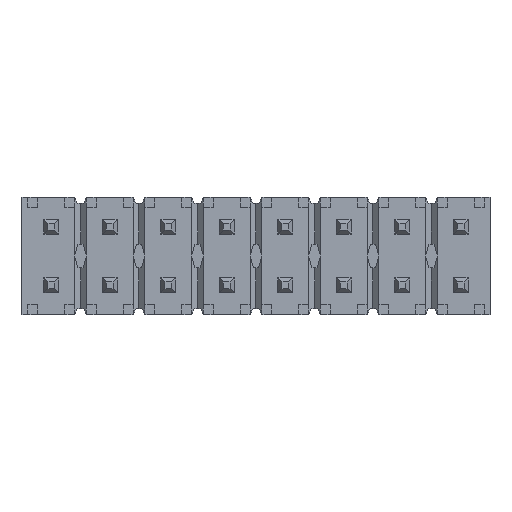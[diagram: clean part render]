
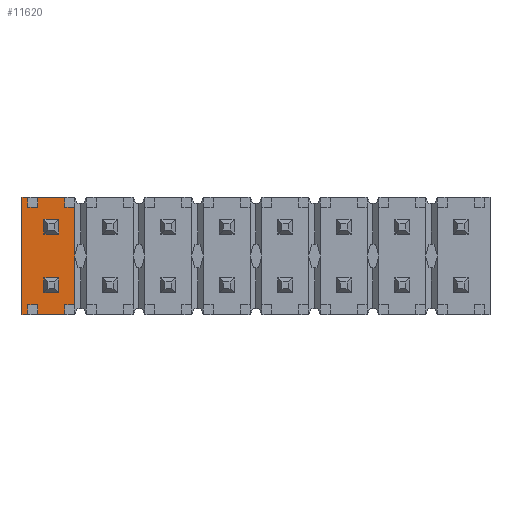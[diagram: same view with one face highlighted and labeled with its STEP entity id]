
A CAD part, front view. The second image highlights one B-rep face of the part: STEP entity #11620.
In plain terms, the highlighted planar face has unit normal (0, -1, 0).
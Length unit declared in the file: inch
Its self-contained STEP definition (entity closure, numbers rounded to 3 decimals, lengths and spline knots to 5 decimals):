
#1342=ORIENTED_EDGE('',*,*,#3954,.F.);
#1343=ORIENTED_EDGE('',*,*,#4219,.F.);
#1344=ORIENTED_EDGE('',*,*,#3961,.T.);
#1345=ORIENTED_EDGE('',*,*,#3745,.T.);
#1346=ORIENTED_EDGE('',*,*,#3958,.F.);
#1347=ORIENTED_EDGE('',*,*,#4220,.F.);
#1348=ORIENTED_EDGE('',*,*,#3655,.F.);
#1349=ORIENTED_EDGE('',*,*,#3652,.F.);
#1350=ORIENTED_EDGE('',*,*,#4221,.T.);
#1351=ORIENTED_EDGE('',*,*,#3955,.F.);
#1352=ORIENTED_EDGE('',*,*,#3666,.T.);
#1353=ORIENTED_EDGE('',*,*,#3960,.T.);
#1354=ORIENTED_EDGE('',*,*,#4222,.T.);
#1355=ORIENTED_EDGE('',*,*,#3951,.F.);
#1356=ORIENTED_EDGE('',*,*,#3662,.T.);
#1357=ORIENTED_EDGE('',*,*,#4211,.T.);
#1358=ORIENTED_EDGE('',*,*,#3749,.T.);
#1359=ORIENTED_EDGE('',*,*,#4207,.F.);
#1360=ORIENTED_EDGE('',*,*,#4166,.F.);
#1361=ORIENTED_EDGE('',*,*,#4163,.F.);
#1362=ORIENTED_EDGE('',*,*,#4160,.F.);
#1363=ORIENTED_EDGE('',*,*,#4209,.F.);
#1364=ORIENTED_EDGE('',*,*,#4176,.F.);
#1365=ORIENTED_EDGE('',*,*,#4173,.F.);
#1366=ORIENTED_EDGE('',*,*,#4170,.F.);
#3652=EDGE_CURVE('',#5244,#5240,#6306,.T.);
#3655=EDGE_CURVE('',#5240,#5246,#6309,.T.);
#3662=EDGE_CURVE('',#5251,#5250,#6316,.T.);
#3666=EDGE_CURVE('',#5255,#5254,#6320,.T.);
#3745=EDGE_CURVE('',#5306,#5305,#6399,.T.);
#3749=EDGE_CURVE('',#5310,#5309,#6403,.T.);
#3951=EDGE_CURVE('',#5251,#5423,#6605,.T.);
#3954=EDGE_CURVE('',#5424,#5309,#6608,.T.);
#3955=EDGE_CURVE('',#5255,#5425,#6609,.T.);
#3958=EDGE_CURVE('',#5426,#5305,#6612,.T.);
#3960=EDGE_CURVE('',#5254,#5427,#6614,.T.);
#3961=EDGE_CURVE('',#5428,#5306,#6615,.T.);
#4160=EDGE_CURVE('',#5570,#5571,#6814,.T.);
#4163=EDGE_CURVE('',#5571,#5573,#6817,.T.);
#4166=EDGE_CURVE('',#5573,#5575,#6820,.T.);
#4170=EDGE_CURVE('',#5578,#5579,#6824,.T.);
#4173=EDGE_CURVE('',#5579,#5581,#6827,.T.);
#4176=EDGE_CURVE('',#5581,#5583,#6830,.T.);
#4207=EDGE_CURVE('',#5575,#5570,#6861,.T.);
#4209=EDGE_CURVE('',#5583,#5578,#6863,.T.);
#4211=EDGE_CURVE('',#5250,#5310,#6865,.T.);
#4219=EDGE_CURVE('',#5428,#5424,#6873,.T.);
#4220=EDGE_CURVE('',#5246,#5426,#6874,.T.);
#4221=EDGE_CURVE('',#5244,#5425,#6875,.T.);
#4222=EDGE_CURVE('',#5427,#5423,#6876,.T.);
#5240=VERTEX_POINT('',#16349);
#5244=VERTEX_POINT('',#16357);
#5246=VERTEX_POINT('',#16364);
#5250=VERTEX_POINT('',#16375);
#5251=VERTEX_POINT('',#16377);
#5254=VERTEX_POINT('',#16383);
#5255=VERTEX_POINT('',#16385);
#5305=VERTEX_POINT('',#16521);
#5306=VERTEX_POINT('',#16523);
#5309=VERTEX_POINT('',#16529);
#5310=VERTEX_POINT('',#16531);
#5423=VERTEX_POINT('',#16916);
#5424=VERTEX_POINT('',#16920);
#5425=VERTEX_POINT('',#16924);
#5426=VERTEX_POINT('',#16928);
#5427=VERTEX_POINT('',#16932);
#5428=VERTEX_POINT('',#16936);
#5570=VERTEX_POINT('',#17347);
#5571=VERTEX_POINT('',#17349);
#5573=VERTEX_POINT('',#17355);
#5575=VERTEX_POINT('',#17361);
#5578=VERTEX_POINT('',#17368);
#5579=VERTEX_POINT('',#17370);
#5581=VERTEX_POINT('',#17376);
#5583=VERTEX_POINT('',#17382);
#6306=LINE('',#16358,#7952);
#6309=LINE('',#16363,#7955);
#6316=LINE('',#16376,#7962);
#6320=LINE('',#16384,#7966);
#6399=LINE('',#16522,#8045);
#6403=LINE('',#16530,#8049);
#6605=LINE('',#16915,#8251);
#6608=LINE('',#16921,#8254);
#6609=LINE('',#16923,#8255);
#6612=LINE('',#16929,#8258);
#6614=LINE('',#16933,#8260);
#6615=LINE('',#16935,#8261);
#6814=LINE('',#17348,#8460);
#6817=LINE('',#17354,#8463);
#6820=LINE('',#17360,#8466);
#6824=LINE('',#17369,#8470);
#6827=LINE('',#17375,#8473);
#6830=LINE('',#17381,#8476);
#6861=LINE('',#17429,#8507);
#6863=LINE('',#17432,#8509);
#6865=LINE('',#17435,#8511);
#6873=LINE('',#17454,#8519);
#6874=LINE('',#17455,#8520);
#6875=LINE('',#17456,#8521);
#6876=LINE('',#17457,#8522);
#7952=VECTOR('',#13166,39.37008);
#7955=VECTOR('',#13171,39.37008);
#7962=VECTOR('',#13180,39.37008);
#7966=VECTOR('',#13184,39.37008);
#8045=VECTOR('',#13279,39.37008);
#8049=VECTOR('',#13283,39.37008);
#8251=VECTOR('',#13625,39.37008);
#8254=VECTOR('',#13630,39.37008);
#8255=VECTOR('',#13633,39.37008);
#8258=VECTOR('',#13638,39.37008);
#8260=VECTOR('',#13642,39.37008);
#8261=VECTOR('',#13645,39.37008);
#8460=VECTOR('',#13986,39.37008);
#8463=VECTOR('',#13991,39.37008);
#8466=VECTOR('',#13996,39.37008);
#8470=VECTOR('',#14002,39.37008);
#8473=VECTOR('',#14007,39.37008);
#8476=VECTOR('',#14012,39.37008);
#8507=VECTOR('',#14073,39.37008);
#8509=VECTOR('',#14077,39.37008);
#8511=VECTOR('',#14081,39.37008);
#8519=VECTOR('',#14111,39.37008);
#8520=VECTOR('',#14112,39.37008);
#8521=VECTOR('',#14113,39.37008);
#8522=VECTOR('',#14114,39.37008);
#9530=EDGE_LOOP('',(#1342,#1343,#1344,#1345,#1346,#1347,#1348,#1349,#1350,
#1351,#1352,#1353,#1354,#1355,#1356,#1357,#1358));
#9531=EDGE_LOOP('',(#1359,#1360,#1361,#1362));
#9532=EDGE_LOOP('',(#1363,#1364,#1365,#1366));
#10254=FACE_BOUND('',#9530,.T.);
#10255=FACE_BOUND('',#9531,.T.);
#10256=FACE_BOUND('',#9532,.T.);
#10960=PLANE('',#12306);
#11620=ADVANCED_FACE('',(#10254,#10255,#10256),#10960,.T.);
#12306=AXIS2_PLACEMENT_3D('',#17453,#14109,#14110);
#13166=DIRECTION('',(0.,0.,-1.));
#13171=DIRECTION('',(0.,0.,-1.));
#13180=DIRECTION('',(-1.,0.,0.));
#13184=DIRECTION('',(-1.,0.,0.));
#13279=DIRECTION('',(1.,0.,0.));
#13283=DIRECTION('',(1.,0.,0.));
#13625=DIRECTION('',(0.,0.,-1.));
#13630=DIRECTION('',(0.,0.,-1.));
#13633=DIRECTION('',(0.,0.,-1.));
#13638=DIRECTION('',(0.,0.,-1.));
#13642=DIRECTION('',(0.,0.,-1.));
#13645=DIRECTION('',(0.,0.,-1.));
#13986=DIRECTION('',(1.,0.,0.));
#13991=DIRECTION('',(0.,0.,1.));
#13996=DIRECTION('',(-1.,0.,0.));
#14002=DIRECTION('',(1.,0.,0.));
#14007=DIRECTION('',(0.,0.,1.));
#14012=DIRECTION('',(-1.,0.,0.));
#14073=DIRECTION('',(0.,0.,-1.));
#14077=DIRECTION('',(0.,0.,-1.));
#14081=DIRECTION('',(0.,0.,-1.));
#14109=DIRECTION('',(0.,-1.,0.));
#14110=DIRECTION('',(0.,0.,-1.));
#14111=DIRECTION('',(-1.,0.,0.));
#14112=DIRECTION('',(-1.,0.,0.));
#14113=DIRECTION('',(-1.,0.,0.));
#14114=DIRECTION('',(-1.,0.,0.));
#16349=CARTESIAN_POINT('',(-0.31,0.02,0.));
#16357=CARTESIAN_POINT('',(-0.31,0.02,0.083));
#16358=CARTESIAN_POINT('',(-0.31,0.02,0.8));
#16363=CARTESIAN_POINT('',(-0.31,0.02,0.8));
#16364=CARTESIAN_POINT('',(-0.31,0.02,-0.083));
#16375=CARTESIAN_POINT('',(-0.4,0.02,0.1));
#16376=CARTESIAN_POINT('',(-0.4,0.02,0.1));
#16377=CARTESIAN_POINT('',(-0.39012,0.02,0.1));
#16383=CARTESIAN_POINT('',(-0.37312,0.02,0.1));
#16384=CARTESIAN_POINT('',(-0.4,0.02,0.1));
#16385=CARTESIAN_POINT('',(-0.32688,0.02,0.1));
#16521=CARTESIAN_POINT('',(-0.32688,0.02,-0.1));
#16522=CARTESIAN_POINT('',(0.4,0.02,-0.1));
#16523=CARTESIAN_POINT('',(-0.37312,0.02,-0.1));
#16529=CARTESIAN_POINT('',(-0.39012,0.02,-0.1));
#16530=CARTESIAN_POINT('',(0.4,0.02,-0.1));
#16531=CARTESIAN_POINT('',(-0.4,0.02,-0.1));
#16915=CARTESIAN_POINT('',(-0.39012,0.02,0.2));
#16916=CARTESIAN_POINT('',(-0.39012,0.02,0.083));
#16920=CARTESIAN_POINT('',(-0.39012,0.02,-0.083));
#16921=CARTESIAN_POINT('',(-0.39012,0.02,0.2));
#16923=CARTESIAN_POINT('',(-0.32688,0.02,0.2));
#16924=CARTESIAN_POINT('',(-0.32688,0.02,0.083));
#16928=CARTESIAN_POINT('',(-0.32688,0.02,-0.083));
#16929=CARTESIAN_POINT('',(-0.32688,0.02,0.2));
#16932=CARTESIAN_POINT('',(-0.37312,0.02,0.083));
#16933=CARTESIAN_POINT('',(-0.37312,0.02,0.2));
#16935=CARTESIAN_POINT('',(-0.37312,0.02,0.2));
#16936=CARTESIAN_POINT('',(-0.37312,0.02,-0.083));
#17347=CARTESIAN_POINT('',(-0.3625,0.02,0.0375));
#17348=CARTESIAN_POINT('',(-0.3375,0.02,0.0375));
#17349=CARTESIAN_POINT('',(-0.3375,0.02,0.0375));
#17354=CARTESIAN_POINT('',(-0.3375,0.02,0.0625));
#17355=CARTESIAN_POINT('',(-0.3375,0.02,0.0625));
#17360=CARTESIAN_POINT('',(-0.3625,0.02,0.0625));
#17361=CARTESIAN_POINT('',(-0.3625,0.02,0.0625));
#17368=CARTESIAN_POINT('',(-0.3625,0.02,-0.0625));
#17369=CARTESIAN_POINT('',(-0.3375,0.02,-0.0625));
#17370=CARTESIAN_POINT('',(-0.3375,0.02,-0.0625));
#17375=CARTESIAN_POINT('',(-0.3375,0.02,-0.0375));
#17376=CARTESIAN_POINT('',(-0.3375,0.02,-0.0375));
#17381=CARTESIAN_POINT('',(-0.3625,0.02,-0.0375));
#17382=CARTESIAN_POINT('',(-0.3625,0.02,-0.0375));
#17429=CARTESIAN_POINT('',(-0.3625,0.02,0.0375));
#17432=CARTESIAN_POINT('',(-0.3625,0.02,-0.0625));
#17435=CARTESIAN_POINT('',(-0.4,0.02,-0.1));
#17453=CARTESIAN_POINT('',(-0.39012,0.02,0.2));
#17454=CARTESIAN_POINT('',(0.8,0.02,-0.083));
#17455=CARTESIAN_POINT('',(0.8,0.02,-0.083));
#17456=CARTESIAN_POINT('',(0.8,0.02,0.083));
#17457=CARTESIAN_POINT('',(0.8,0.02,0.083));
